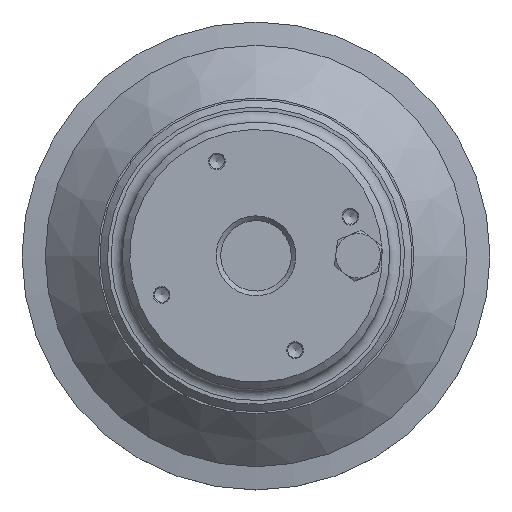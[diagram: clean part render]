
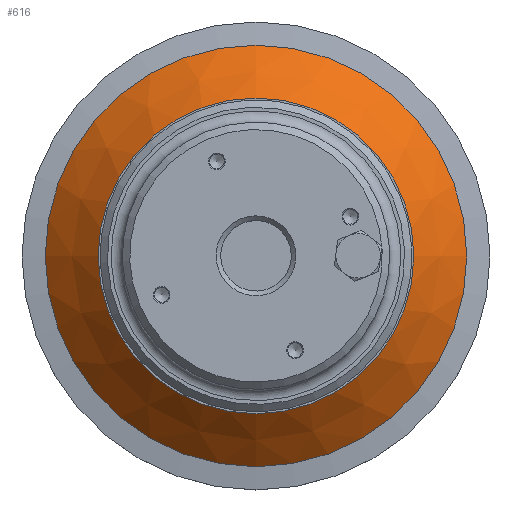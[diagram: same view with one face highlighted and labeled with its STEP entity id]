
A CAD part, top view. The second image highlights one B-rep face of the part: STEP entity #616.
In plain terms, the highlighted conical face has half-angle 44.9 degrees and reference radius 42.5 mm.
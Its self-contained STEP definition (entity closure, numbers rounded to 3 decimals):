
#616 = ADVANCED_FACE( '', ( #1170, #1171 ), #1172, .T. );
#1170 = FACE_OUTER_BOUND( '', #1763, .T. );
#1171 = FACE_BOUND( '', #1764, .T. );
#1172 = CONICAL_SURFACE( '', #1765, 42.5, 0.784 );
#1763 = EDGE_LOOP( '', ( #3028 ) );
#1764 = EDGE_LOOP( '', ( #3029 ) );
#1765 = AXIS2_PLACEMENT_3D( '', #3030, #3031, #3032 );
#3028 = ORIENTED_EDGE( '', *, *, #3417, .T. );
#3029 = ORIENTED_EDGE( '', *, *, #3416, .F. );
#3030 = CARTESIAN_POINT( '', ( 0., 0., -6. ) );
#3031 = DIRECTION( '', ( 0., 0., -1. ) );
#3032 = DIRECTION( '', ( -1., 0., 0. ) );
#3416 = EDGE_CURVE( '', #4038, #4038, #4039, .T. );
#3417 = EDGE_CURVE( '', #4040, #4040, #4041, .T. );
#4038 = VERTEX_POINT( '', #4978 );
#4039 = CIRCLE( '', #4979, 42.5 );
#4040 = VERTEX_POINT( '', #4980 );
#4041 = CIRCLE( '', #4981, 56.75 );
#4978 = CARTESIAN_POINT( '', ( 42.5, 0., -6. ) );
#4979 = AXIS2_PLACEMENT_3D( '', #5626, #5627, #5628 );
#4980 = CARTESIAN_POINT( '', ( 56.75, 0., -20.3 ) );
#4981 = AXIS2_PLACEMENT_3D( '', #5629, #5630, #5631 );
#5626 = CARTESIAN_POINT( '', ( 0., 0., -6. ) );
#5627 = DIRECTION( '', ( 0., 0., 1. ) );
#5628 = DIRECTION( '', ( 1., 0., 0. ) );
#5629 = CARTESIAN_POINT( '', ( 0., 0., -20.3 ) );
#5630 = DIRECTION( '', ( 0., 0., 1. ) );
#5631 = DIRECTION( '', ( 1., 0., 0. ) );
